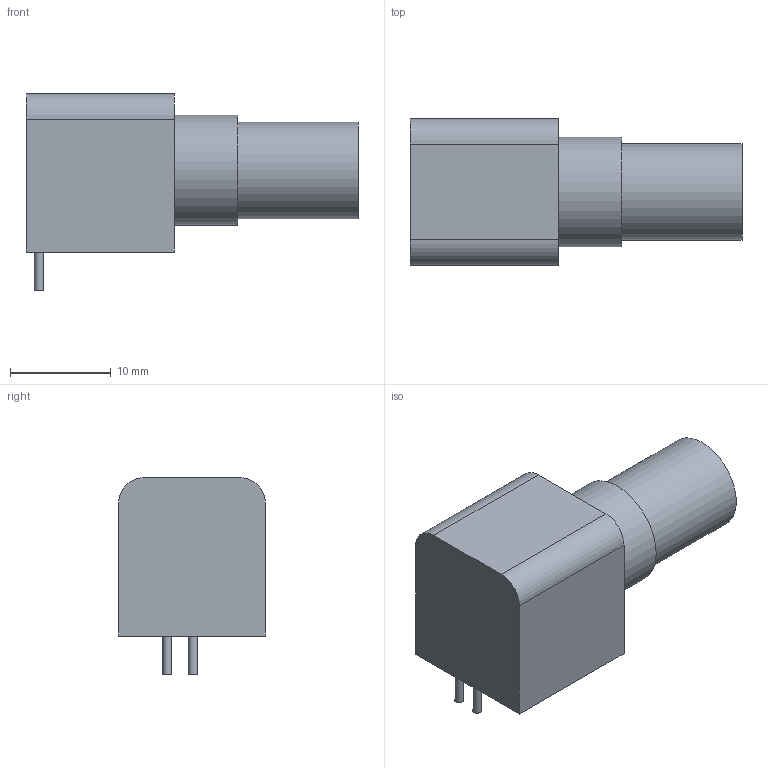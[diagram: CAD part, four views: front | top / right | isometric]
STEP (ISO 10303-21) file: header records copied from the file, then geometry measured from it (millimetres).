
FILE_DESCRIPTION(/* description */ (''),/* implementation_level */ '2;1');
FILE_NAME(/* name */ '410-01-01.stp',/* time_stamp */ '2019-02-15T17:23:29-06:00',/* author */ (''),/* organization */ (''),/* preprocessor_version */ 'ST-DEVELOPER v16.7',/* originating_system */ 'SIEMENS PLM Software NX 12.0',/* authorisation */ '');
FILE_SCHEMA (('AUTOMOTIVE_DESIGN { 1 0 10303 214 3 1 1 1 }'));
Length unit declared in the file: inch
Products named in the file (1): 410-01-01
Bounding box: 33.02 x 14.58 x 19.56 mm (x, y, z)
Volume: 4478.7 mm3; surface area: 2181.7 mm2
Topology: 1 solids, 1 shells, 20 faces, 36 edges, 24 vertices
Faces by surface type: plane 12, cylinder 8
Full cylindrical faces by diameter (mm): 0.889 x2, 3.665 x1, 8.114 x1, 9.601 x1, 10.922 x1
Entity records: 635 total; most frequent: DIRECTION 88, CARTESIAN_POINT 75, ORIENTED_EDGE 60, AXIS2_PLACEMENT_3D 37, EDGE_LOOP 32, EDGE_CURVE 30, VERTEX_POINT 24, FACE_BOUND 23
